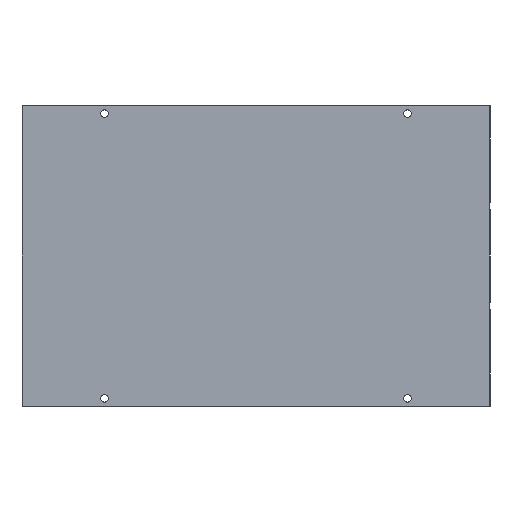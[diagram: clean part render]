
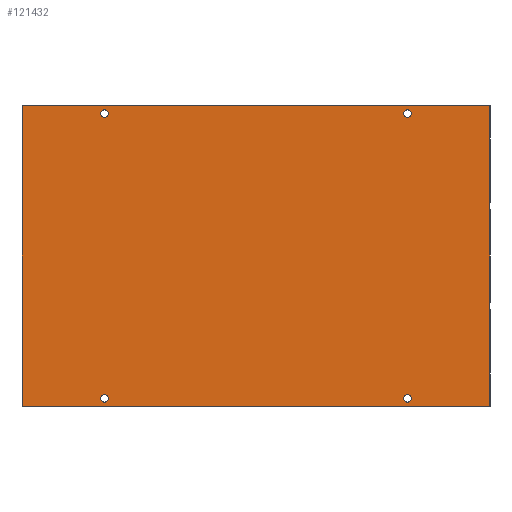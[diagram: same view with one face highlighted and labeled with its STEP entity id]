
A CAD part, front view. The second image highlights one B-rep face of the part: STEP entity #121432.
In plain terms, the highlighted planar face has unit normal (0, -1, 0).
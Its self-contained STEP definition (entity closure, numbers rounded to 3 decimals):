
#2139 = VECTOR ( 'NONE', #182552, 39.37 ) ;
#4489 = ORIENTED_EDGE ( 'NONE', *, *, #58626, .F. ) ;
#4678 = AXIS2_PLACEMENT_3D ( 'NONE', #136852, #66752, #200563 ) ;
#6790 = EDGE_CURVE ( 'NONE', #78270, #61730, #154070, .T. ) ;
#10288 = EDGE_CURVE ( 'NONE', #153740, #174729, #111742, .T. ) ;
#14487 = ORIENTED_EDGE ( 'NONE', *, *, #213073, .F. ) ;
#14997 = DIRECTION ( 'NONE',  ( 0., -1., 0. ) ) ;
#15156 = CARTESIAN_POINT ( 'NONE',  ( 4.169, 0., -4.022 ) ) ;
#17814 = CARTESIAN_POINT ( 'NONE',  ( 4.169, 0., -3.813 ) ) ;
#20020 = DIRECTION ( 'NONE',  ( 1., 0., 0. ) ) ;
#21676 = DIRECTION ( 'NONE',  ( 0., 0., 1. ) ) ;
#22341 = CARTESIAN_POINT ( 'NONE',  ( 4.169, 0., 3.917 ) ) ;
#25669 = VERTEX_POINT ( 'NONE', #171775 ) ;
#28405 = ORIENTED_EDGE ( 'NONE', *, *, #10288, .F. ) ;
#33707 = EDGE_CURVE ( 'NONE', #109072, #40768, #238686, .T. ) ;
#36366 = AXIS2_PLACEMENT_3D ( 'NONE', #200875, #220143, #111586 ) ;
#37206 = CARTESIAN_POINT ( 'NONE',  ( 4.169, 0., -3.917 ) ) ;
#38064 = PLANE ( 'NONE',  #105735 ) ;
#38559 = LINE ( 'NONE', #94084, #170343 ) ;
#38933 = CARTESIAN_POINT ( 'NONE',  ( -6.441, 0., -4.134 ) ) ;
#40768 = VERTEX_POINT ( 'NONE', #118478 ) ;
#42840 = DIRECTION ( 'NONE',  ( 0., -1., 0. ) ) ;
#50015 = AXIS2_PLACEMENT_3D ( 'NONE', #37206, #131337, #110841 ) ;
#58626 = EDGE_CURVE ( 'NONE', #40768, #109072, #89948, .T. ) ;
#60145 = ORIENTED_EDGE ( 'NONE', *, *, #192545, .F. ) ;
#60952 = FACE_BOUND ( 'NONE', #87823, .T. ) ;
#61001 = ORIENTED_EDGE ( 'NONE', *, *, #71811, .F. ) ;
#61505 = EDGE_CURVE ( 'NONE', #61730, #78270, #101869, .T. ) ;
#61730 = VERTEX_POINT ( 'NONE', #17814 ) ;
#62199 = AXIS2_PLACEMENT_3D ( 'NONE', #198442, #14997, #216516 ) ;
#66290 = CARTESIAN_POINT ( 'NONE',  ( -4.169, 0., -4.022 ) ) ;
#66752 = DIRECTION ( 'NONE',  ( 0., -1., 0. ) ) ;
#69444 = DIRECTION ( 'NONE',  ( 0., -1., 0. ) ) ;
#71543 = CARTESIAN_POINT ( 'NONE',  ( 6.441, 0., 0. ) ) ;
#71811 = EDGE_CURVE ( 'NONE', #174729, #233134, #163244, .T. ) ;
#73702 = CIRCLE ( 'NONE', #62199, 0.104 ) ;
#78270 = VERTEX_POINT ( 'NONE', #15156 ) ;
#79633 = CARTESIAN_POINT ( 'NONE',  ( -4.169, 0., 3.917 ) ) ;
#79888 = EDGE_LOOP ( 'NONE', ( #229840, #14487 ) ) ;
#80452 = CARTESIAN_POINT ( 'NONE',  ( -4.169, 0., -3.813 ) ) ;
#81466 = ORIENTED_EDGE ( 'NONE', *, *, #99204, .F. ) ;
#86219 = VERTEX_POINT ( 'NONE', #80452 ) ;
#86572 = VERTEX_POINT ( 'NONE', #88711 ) ;
#87823 = EDGE_LOOP ( 'NONE', ( #4489, #104321 ) ) ;
#88504 = CARTESIAN_POINT ( 'NONE',  ( 6.441, 0., -4.134 ) ) ;
#88711 = CARTESIAN_POINT ( 'NONE',  ( 4.169, 0., 3.813 ) ) ;
#89292 = EDGE_LOOP ( 'NONE', ( #119429, #118164 ) ) ;
#89948 = CIRCLE ( 'NONE', #120837, 0.104 ) ;
#93443 = VERTEX_POINT ( 'NONE', #38933 ) ;
#94084 = CARTESIAN_POINT ( 'NONE',  ( -6.441, 0., 0. ) ) ;
#96713 = AXIS2_PLACEMENT_3D ( 'NONE', #234687, #69444, #164701 ) ;
#99204 = EDGE_CURVE ( 'NONE', #233134, #93443, #110411, .T. ) ;
#100961 = CIRCLE ( 'NONE', #4678, 0.104 ) ;
#101869 = CIRCLE ( 'NONE', #36366, 0.104 ) ;
#104302 = CIRCLE ( 'NONE', #96713, 0.104 ) ;
#104321 = ORIENTED_EDGE ( 'NONE', *, *, #33707, .F. ) ;
#105735 = AXIS2_PLACEMENT_3D ( 'NONE', #226227, #190085, #203374 ) ;
#109072 = VERTEX_POINT ( 'NONE', #179503 ) ;
#110411 = LINE ( 'NONE', #182814, #177474 ) ;
#110841 = DIRECTION ( 'NONE',  ( 0., 0., 1. ) ) ;
#111586 = DIRECTION ( 'NONE',  ( 0., 0., 1. ) ) ;
#111742 = LINE ( 'NONE', #223878, #220206 ) ;
#112891 = DIRECTION ( 'NONE',  ( 0., 0., 1. ) ) ;
#114111 = FACE_OUTER_BOUND ( 'NONE', #209410, .T. ) ;
#116497 = FACE_BOUND ( 'NONE', #79888, .T. ) ;
#118164 = ORIENTED_EDGE ( 'NONE', *, *, #6790, .F. ) ;
#118478 = CARTESIAN_POINT ( 'NONE',  ( -4.169, 0., 4.022 ) ) ;
#119429 = ORIENTED_EDGE ( 'NONE', *, *, #61505, .F. ) ;
#120837 = AXIS2_PLACEMENT_3D ( 'NONE', #226354, #134705, #169682 ) ;
#121432 = ADVANCED_FACE ( 'NONE', ( #237160, #116497, #152673, #60952, #114111 ), #38064, .F. ) ;
#127482 = VERTEX_POINT ( 'NONE', #66290 ) ;
#131337 = DIRECTION ( 'NONE',  ( 0., -1., 0. ) ) ;
#133930 = ORIENTED_EDGE ( 'NONE', *, *, #154310, .F. ) ;
#134705 = DIRECTION ( 'NONE',  ( 0., -1., 0. ) ) ;
#134757 = AXIS2_PLACEMENT_3D ( 'NONE', #79633, #153242, #209925 ) ;
#136852 = CARTESIAN_POINT ( 'NONE',  ( -4.169, 0., -3.917 ) ) ;
#141874 = DIRECTION ( 'NONE',  ( -1., 0., 0. ) ) ;
#150874 = CIRCLE ( 'NONE', #154693, 0.104 ) ;
#152673 = FACE_BOUND ( 'NONE', #223415, .T. ) ;
#153242 = DIRECTION ( 'NONE',  ( 0., -1., 0. ) ) ;
#153740 = VERTEX_POINT ( 'NONE', #200529 ) ;
#154070 = CIRCLE ( 'NONE', #50015, 0.104 ) ;
#154310 = EDGE_CURVE ( 'NONE', #86572, #25669, #104302, .T. ) ;
#154693 = AXIS2_PLACEMENT_3D ( 'NONE', #22341, #42840, #112891 ) ;
#163244 = LINE ( 'NONE', #71543, #2139 ) ;
#164701 = DIRECTION ( 'NONE',  ( 0., 0., 1. ) ) ;
#169682 = DIRECTION ( 'NONE',  ( 0., 0., 1. ) ) ;
#170343 = VECTOR ( 'NONE', #21676, 39.37 ) ;
#171775 = CARTESIAN_POINT ( 'NONE',  ( 4.169, 0., 4.022 ) ) ;
#174729 = VERTEX_POINT ( 'NONE', #233606 ) ;
#177474 = VECTOR ( 'NONE', #141874, 39.37 ) ;
#179503 = CARTESIAN_POINT ( 'NONE',  ( -4.169, 0., 3.813 ) ) ;
#182552 = DIRECTION ( 'NONE',  ( 0., 0., -1. ) ) ;
#182814 = CARTESIAN_POINT ( 'NONE',  ( 0., 0., -4.134 ) ) ;
#190085 = DIRECTION ( 'NONE',  ( 0., 1., 0. ) ) ;
#192545 = EDGE_CURVE ( 'NONE', #25669, #86572, #150874, .T. ) ;
#198442 = CARTESIAN_POINT ( 'NONE',  ( -4.169, 0., -3.917 ) ) ;
#200529 = CARTESIAN_POINT ( 'NONE',  ( -6.441, 0., 4.134 ) ) ;
#200563 = DIRECTION ( 'NONE',  ( 0., 0., 1. ) ) ;
#200875 = CARTESIAN_POINT ( 'NONE',  ( 4.169, 0., -3.917 ) ) ;
#203374 = DIRECTION ( 'NONE',  ( 0., 0., 1. ) ) ;
#207072 = EDGE_CURVE ( 'NONE', #86219, #127482, #73702, .T. ) ;
#209410 = EDGE_LOOP ( 'NONE', ( #61001, #28405, #221208, #81466 ) ) ;
#209925 = DIRECTION ( 'NONE',  ( 0., 0., 1. ) ) ;
#213073 = EDGE_CURVE ( 'NONE', #127482, #86219, #100961, .T. ) ;
#213445 = EDGE_CURVE ( 'NONE', #93443, #153740, #38559, .T. ) ;
#216516 = DIRECTION ( 'NONE',  ( 0., 0., 1. ) ) ;
#220143 = DIRECTION ( 'NONE',  ( 0., -1., 0. ) ) ;
#220206 = VECTOR ( 'NONE', #20020, 39.37 ) ;
#221208 = ORIENTED_EDGE ( 'NONE', *, *, #213445, .F. ) ;
#223415 = EDGE_LOOP ( 'NONE', ( #60145, #133930 ) ) ;
#223878 = CARTESIAN_POINT ( 'NONE',  ( 0., 0., 4.134 ) ) ;
#226227 = CARTESIAN_POINT ( 'NONE',  ( 0., 0., 0. ) ) ;
#226354 = CARTESIAN_POINT ( 'NONE',  ( -4.169, 0., 3.917 ) ) ;
#229840 = ORIENTED_EDGE ( 'NONE', *, *, #207072, .F. ) ;
#233134 = VERTEX_POINT ( 'NONE', #88504 ) ;
#233606 = CARTESIAN_POINT ( 'NONE',  ( 6.441, 0., 4.134 ) ) ;
#234687 = CARTESIAN_POINT ( 'NONE',  ( 4.169, 0., 3.917 ) ) ;
#237160 = FACE_BOUND ( 'NONE', #89292, .T. ) ;
#238686 = CIRCLE ( 'NONE', #134757, 0.104 ) ;
